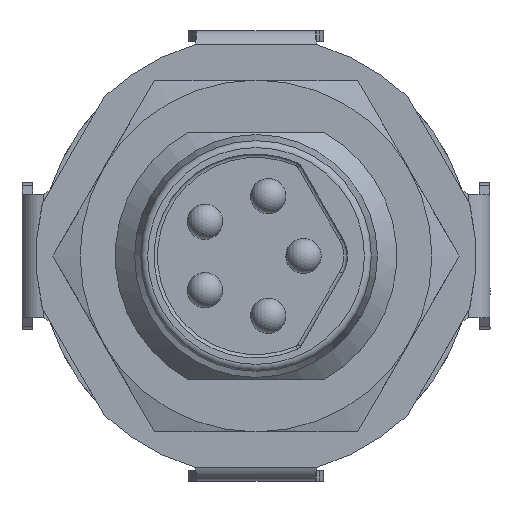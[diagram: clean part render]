
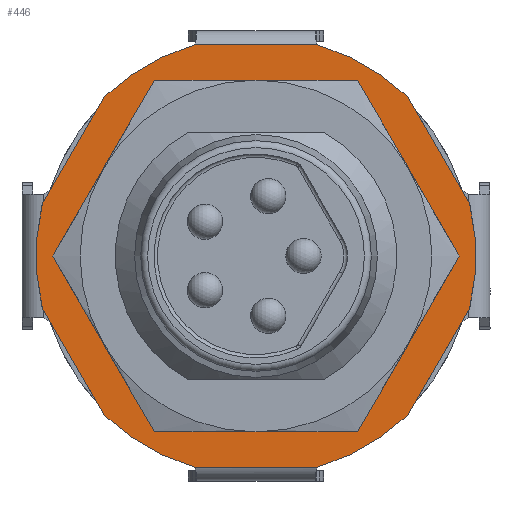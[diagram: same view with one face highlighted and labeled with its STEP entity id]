
A CAD part, front view. The second image highlights one B-rep face of the part: STEP entity #446.
In plain terms, the highlighted planar face has unit normal (0, -1, 0).
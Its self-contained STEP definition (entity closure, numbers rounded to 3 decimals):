
#94=FACE_BOUND('',#1443,.T.);
#95=FACE_BOUND('',#1444,.T.);
#446=ADVANCED_FACE('',(#94,#95),#847,.F.);
#847=PLANE('',#7446);
#1443=EDGE_LOOP('',(#3222));
#1444=EDGE_LOOP('',(#3223,#3224,#3225,#3226,#3227,#3228,#3229,#3230,#3231,
#3232,#3233,#3234));
#1902=LINE('',#10233,#2554);
#1903=LINE('',#10237,#2555);
#1904=LINE('',#10241,#2556);
#1905=LINE('',#10245,#2557);
#1906=LINE('',#10249,#2558);
#1907=LINE('',#10253,#2559);
#2554=VECTOR('',#8164,1.);
#2555=VECTOR('',#8167,1.);
#2556=VECTOR('',#8170,1.);
#2557=VECTOR('',#8173,1.);
#2558=VECTOR('',#8176,1.);
#2559=VECTOR('',#8179,1.);
#3222=ORIENTED_EDGE('',*,*,#6089,.F.);
#3223=ORIENTED_EDGE('',*,*,#6090,.T.);
#3224=ORIENTED_EDGE('',*,*,#6091,.T.);
#3225=ORIENTED_EDGE('',*,*,#6092,.T.);
#3226=ORIENTED_EDGE('',*,*,#6093,.T.);
#3227=ORIENTED_EDGE('',*,*,#6094,.T.);
#3228=ORIENTED_EDGE('',*,*,#6095,.T.);
#3229=ORIENTED_EDGE('',*,*,#6096,.T.);
#3230=ORIENTED_EDGE('',*,*,#6097,.T.);
#3231=ORIENTED_EDGE('',*,*,#6098,.T.);
#3232=ORIENTED_EDGE('',*,*,#6099,.T.);
#3233=ORIENTED_EDGE('',*,*,#6100,.T.);
#3234=ORIENTED_EDGE('',*,*,#6101,.T.);
#5370=VERTEX_POINT('',#10229);
#5371=VERTEX_POINT('',#10231);
#5372=VERTEX_POINT('',#10232);
#5373=VERTEX_POINT('',#10234);
#5374=VERTEX_POINT('',#10236);
#5375=VERTEX_POINT('',#10238);
#5376=VERTEX_POINT('',#10240);
#5377=VERTEX_POINT('',#10242);
#5378=VERTEX_POINT('',#10244);
#5379=VERTEX_POINT('',#10246);
#5380=VERTEX_POINT('',#10248);
#5381=VERTEX_POINT('',#10250);
#5382=VERTEX_POINT('',#10252);
#6089=EDGE_CURVE('',#5370,#5370,#7143,.T.);
#6090=EDGE_CURVE('',#5371,#5372,#7144,.T.);
#6091=EDGE_CURVE('',#5372,#5373,#1902,.T.);
#6092=EDGE_CURVE('',#5373,#5374,#7145,.T.);
#6093=EDGE_CURVE('',#5374,#5375,#1903,.T.);
#6094=EDGE_CURVE('',#5375,#5376,#7146,.T.);
#6095=EDGE_CURVE('',#5376,#5377,#1904,.T.);
#6096=EDGE_CURVE('',#5377,#5378,#7147,.T.);
#6097=EDGE_CURVE('',#5378,#5379,#1905,.T.);
#6098=EDGE_CURVE('',#5379,#5380,#7148,.T.);
#6099=EDGE_CURVE('',#5380,#5381,#1906,.T.);
#6100=EDGE_CURVE('',#5381,#5382,#7149,.T.);
#6101=EDGE_CURVE('',#5382,#5371,#1907,.T.);
#7143=CIRCLE('',#7439,3.75);
#7144=CIRCLE('',#7440,6.25);
#7145=CIRCLE('',#7441,6.25);
#7146=CIRCLE('',#7442,6.25);
#7147=CIRCLE('',#7443,6.25);
#7148=CIRCLE('',#7444,6.25);
#7149=CIRCLE('',#7445,6.25);
#7439=AXIS2_PLACEMENT_3D('',#10228,#8160,#8161);
#7440=AXIS2_PLACEMENT_3D('',#10230,#8162,#8163);
#7441=AXIS2_PLACEMENT_3D('',#10235,#8165,#8166);
#7442=AXIS2_PLACEMENT_3D('',#10239,#8168,#8169);
#7443=AXIS2_PLACEMENT_3D('',#10243,#8171,#8172);
#7444=AXIS2_PLACEMENT_3D('',#10247,#8174,#8175);
#7445=AXIS2_PLACEMENT_3D('',#10251,#8177,#8178);
#7446=AXIS2_PLACEMENT_3D('',#10254,#8180,#8181);
#8160=DIRECTION('',(0.,-1.,0.));
#8161=DIRECTION('',(0.,0.,1.));
#8162=DIRECTION('',(0.,-1.,0.));
#8163=DIRECTION('',(-1.,0.,0.));
#8164=DIRECTION('',(1.,0.,0.));
#8165=DIRECTION('',(0.,-1.,0.));
#8166=DIRECTION('',(-1.,0.,0.));
#8167=DIRECTION('',(0.5,0.,0.866));
#8168=DIRECTION('',(0.,-1.,0.));
#8169=DIRECTION('',(-1.,0.,0.));
#8170=DIRECTION('',(-0.5,0.,0.866));
#8171=DIRECTION('',(0.,-1.,0.));
#8172=DIRECTION('',(-1.,0.,0.));
#8173=DIRECTION('',(-1.,0.,0.));
#8174=DIRECTION('',(0.,-1.,0.));
#8175=DIRECTION('',(-1.,0.,0.));
#8176=DIRECTION('',(-0.5,0.,-0.866));
#8177=DIRECTION('',(0.,-1.,0.));
#8178=DIRECTION('',(-1.,0.,0.));
#8179=DIRECTION('',(0.5,0.,-0.866));
#8180=DIRECTION('',(0.,1.,0.));
#8181=DIRECTION('',(0.,0.,-1.));
#10228=CARTESIAN_POINT('',(0.,9.7,0.));
#10229=CARTESIAN_POINT('',(0.,9.7,3.75));
#10230=CARTESIAN_POINT('',(0.,9.7,0.));
#10231=CARTESIAN_POINT('',(-4.321,9.7,-4.516));
#10232=CARTESIAN_POINT('',(-1.75,9.7,-6.));
#10233=CARTESIAN_POINT('',(0.,9.7,-6.));
#10234=CARTESIAN_POINT('',(1.75,9.7,-6.));
#10235=CARTESIAN_POINT('',(0.,9.7,0.));
#10236=CARTESIAN_POINT('',(4.321,9.7,-4.516));
#10237=CARTESIAN_POINT('',(4.321,9.7,-4.516));
#10238=CARTESIAN_POINT('',(6.071,9.7,-1.484));
#10239=CARTESIAN_POINT('',(0.,9.7,0.));
#10240=CARTESIAN_POINT('',(6.071,9.7,1.484));
#10241=CARTESIAN_POINT('',(6.071,9.7,1.484));
#10242=CARTESIAN_POINT('',(4.321,9.7,4.516));
#10243=CARTESIAN_POINT('',(0.,9.7,0.));
#10244=CARTESIAN_POINT('',(1.75,9.7,6.));
#10245=CARTESIAN_POINT('',(1.75,9.7,6.));
#10246=CARTESIAN_POINT('',(-1.75,9.7,6.));
#10247=CARTESIAN_POINT('',(0.,9.7,0.));
#10248=CARTESIAN_POINT('',(-4.321,9.7,4.516));
#10249=CARTESIAN_POINT('',(-4.321,9.7,4.516));
#10250=CARTESIAN_POINT('',(-6.071,9.7,1.484));
#10251=CARTESIAN_POINT('',(0.,9.7,0.));
#10252=CARTESIAN_POINT('',(-6.071,9.7,-1.484));
#10253=CARTESIAN_POINT('',(-6.071,9.7,-1.484));
#10254=CARTESIAN_POINT('',(-7.,9.7,0.));
